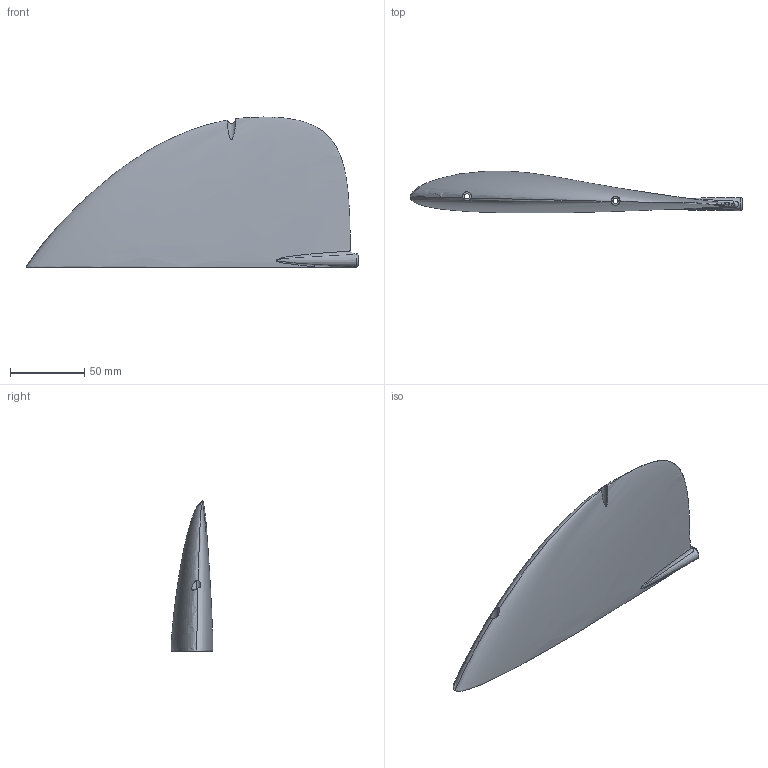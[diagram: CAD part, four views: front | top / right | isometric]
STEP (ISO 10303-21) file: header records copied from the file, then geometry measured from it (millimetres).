
FILE_DESCRIPTION (( 'STEP AP214' ), '1' );
FILE_NAME ('eXplora_VTOL_V1.00_Wing_L_Long5.step', '2022-10-25T06:03:55', ( '' ), ( '' ), 'SwSTEP 2.0', 'SolidWorks 2021', '' );
FILE_SCHEMA (( 'AUTOMOTIVE_DESIGN' ));
Length unit declared in the file: millimetre
Products named in the file (1): eXplora_VTOL_V1.00_Wing_L_Long5
Bounding box: 223.29 x 27.98 x 100.88 mm (x, y, z)
Volume: 209296.6 mm3; surface area: 41225.2 mm2
Topology: 1 solids, 1 shells, 35 faces, 93 edges, 59 vertices
Faces by surface type: bspline 16, cylinder 11, plane 6, cone 1, torus 1
Entity records: 4885 total; most frequent: CARTESIAN_POINT 4133, ORIENTED_EDGE 182, DIRECTION 99, EDGE_CURVE 91, VERTEX_POINT 59, B_SPLINE_CURVE_WITH_KNOTS 55, AXIS2_PLACEMENT_3D 43, EDGE_LOOP 40
